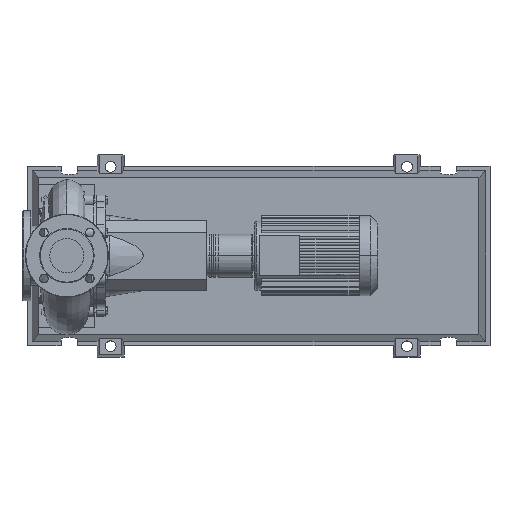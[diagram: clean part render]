
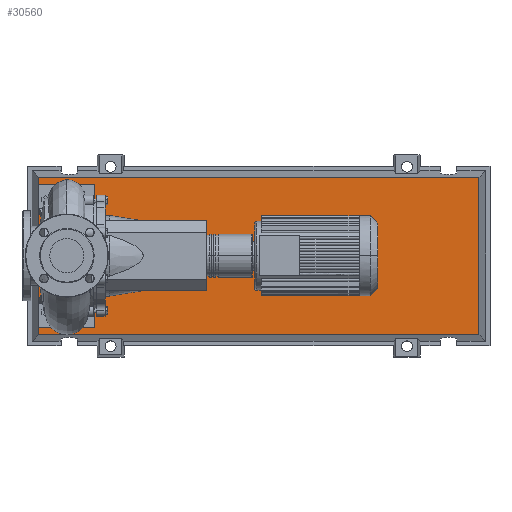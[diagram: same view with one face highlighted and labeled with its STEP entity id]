
A CAD part, top view. The second image highlights one B-rep face of the part: STEP entity #30560.
In plain terms, the highlighted planar face has unit normal (0, 0, 1).
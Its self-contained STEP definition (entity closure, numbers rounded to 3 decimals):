
#30241=CARTESIAN_POINT('',(917.971,-175.471,103.0));
#30242=VERTEX_POINT('',#30241);
#30249=CARTESIAN_POINT('',(-62.971,-175.471,103.0));
#30250=VERTEX_POINT('',#30249);
#30251=CARTESIAN_POINT('',(917.971,-175.471,103.0));
#30252=DIRECTION('',(-1.0,0.0,0.0));
#30253=VECTOR('',#30252,980.941);
#30254=LINE('',#30251,#30253);
#30255=EDGE_CURVE('',#30242,#30250,#30254,.T.);
#30473=CARTESIAN_POINT('',(917.971,175.471,103.0));
#30474=VERTEX_POINT('',#30473);
#30475=CARTESIAN_POINT('',(917.971,175.471,103.0));
#30476=DIRECTION('',(0.0,-1.0,0.0));
#30477=VECTOR('',#30476,350.941);
#30478=LINE('',#30475,#30477);
#30479=EDGE_CURVE('',#30474,#30242,#30478,.T.);
#30497=CARTESIAN_POINT('',(-62.971,175.471,103.0));
#30498=VERTEX_POINT('',#30497);
#30499=CARTESIAN_POINT('',(-62.971,-175.471,103.0));
#30500=DIRECTION('',(0.0,1.0,0.0));
#30501=VECTOR('',#30500,350.941);
#30502=LINE('',#30499,#30501);
#30503=EDGE_CURVE('',#30250,#30498,#30502,.T.);
#30536=CARTESIAN_POINT('',(-62.971,175.471,103.0));
#30537=DIRECTION('',(1.0,0.0,0.0));
#30538=VECTOR('',#30537,980.941);
#30539=LINE('',#30536,#30538);
#30540=EDGE_CURVE('',#30498,#30474,#30539,.T.);
#30549=CARTESIAN_POINT('',(427.5,0.,103.0));
#30550=DIRECTION('',(0.0,0.0,1.0));
#30551=DIRECTION('',(1.0,0.0,0.0));
#30552=AXIS2_PLACEMENT_3D('',#30549,#30550,#30551);
#30553=PLANE('',#30552);
#30554=ORIENTED_EDGE('',*,*,#30479,.F.);
#30555=ORIENTED_EDGE('',*,*,#30540,.F.);
#30556=ORIENTED_EDGE('',*,*,#30503,.F.);
#30557=ORIENTED_EDGE('',*,*,#30255,.F.);
#30558=EDGE_LOOP('',(#30554,#30555,#30556,#30557));
#30559=FACE_OUTER_BOUND('',#30558,.T.);
#30560=ADVANCED_FACE('',(#30559),#30553,.T.);
